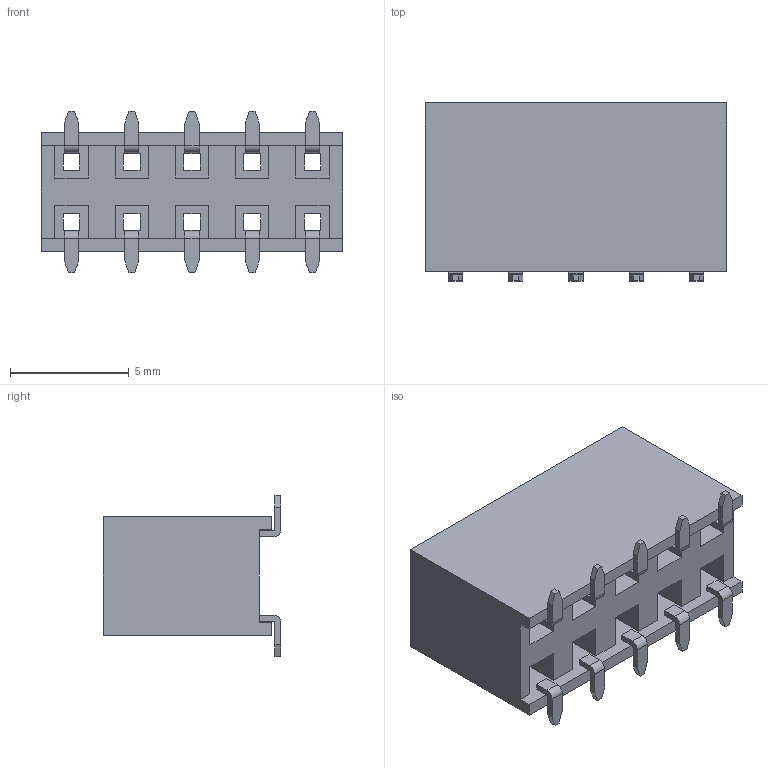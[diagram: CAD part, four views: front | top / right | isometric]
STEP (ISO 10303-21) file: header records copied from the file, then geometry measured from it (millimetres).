
FILE_DESCRIPTION (( 'STEP AP203' ), '1' );
FILE_NAME ('BG180-10-X-0-X-X_revE.STEP', '2014-05-28T13:10:23', ( '' ), ( '' ), 'SwSTEP 2.0', 'SolidWorks 2010', '' );
FILE_SCHEMA (( 'CONFIG_CONTROL_DESIGN' ));
Length unit declared in the file: millimetre
Products named in the file (3): BG180-5way_insulator; BG180-Contact; BG180-10-X-0-X-X_revE
Assembly tree (11 placements, depth 2):
  BG180-10-X-0-X-X_revE
    BG180-Contact  x10
    BG180-5way_insulator
Bounding box: 12.7 x 7.5 x 6.8 mm (x, y, z)
Volume: 312.2 mm3; surface area: 756.2 mm2
Topology: 11 solids, 11 shells, 260 faces, 664 edges, 426 vertices
Faces by surface type: plane 240, cylinder 20
Entity records: 5115 total; most frequent: CARTESIAN_POINT 806, ORIENTED_EDGE 788, DIRECTION 730, EDGE_CURVE 394, LINE 390, VECTOR 390, VERTEX_POINT 246, EDGE_LOOP 172
